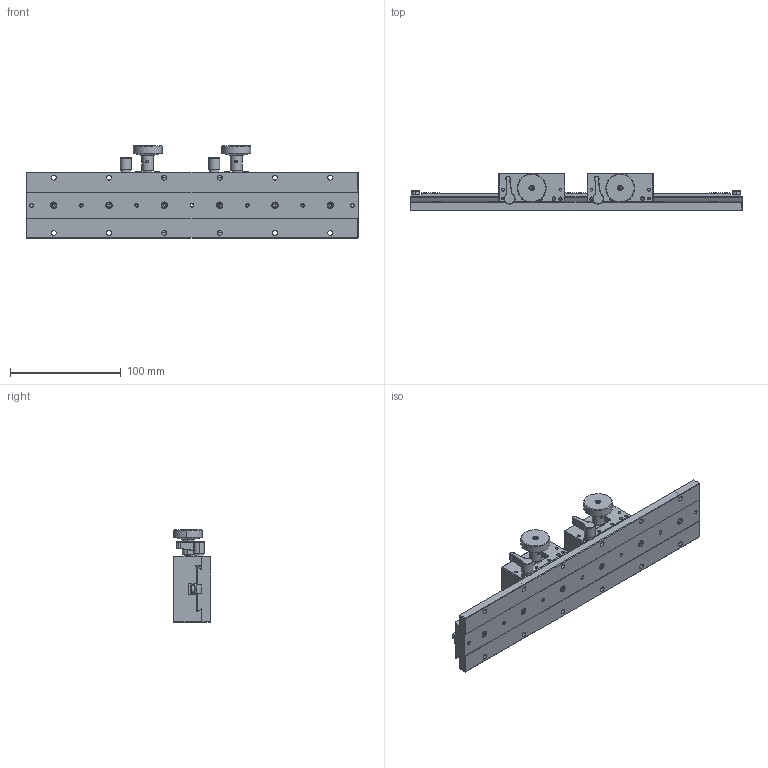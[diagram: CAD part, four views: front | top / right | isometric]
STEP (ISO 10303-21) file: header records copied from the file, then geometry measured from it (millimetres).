
FILE_DESCRIPTION (( 'STEP AP203' ), '1' );
FILE_NAME ('AD240C-60D2 (AP203).STEP', '2020-10-29T07:54:12', ( 'China' ), ( 'Microsoft' ), 'SwSTEP 2.0', 'SolidWorks 2017', '' );
FILE_SCHEMA (( 'CONFIG_CONTROL_DESIGN' ));
Length unit declared in the file: millimetre
Products named in the file (1): AD240C-60D2 (AP203)
Bounding box: 300 x 34 x 83.99 mm (x, y, z)
Surface area: 88103.9 mm2 (no closed solid volume)
Topology: 0 solids, 55 shells, 835 faces, 2661 edges, 1794 vertices
Faces by surface type: plane 486, cylinder 235, cone 62, torus 48, bspline 4
Entity records: 29510 total; most frequent: CARTESIAN_POINT 5907, DIRECTION 5036, ORIENTED_EDGE 4313, EDGE_CURVE 2633, VERTEX_POINT 1794, VECTOR 1774, LINE 1774, AXIS2_PLACEMENT_3D 1631
